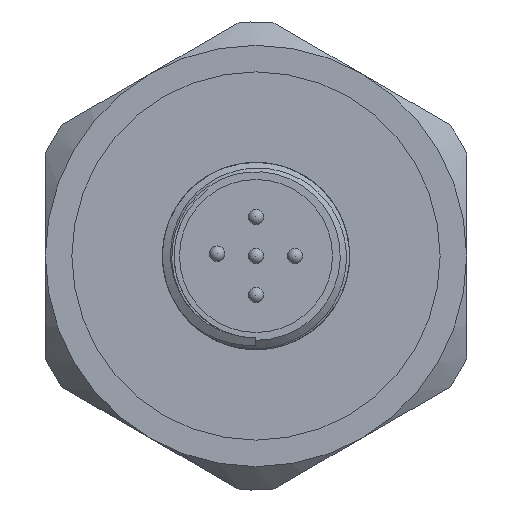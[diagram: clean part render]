
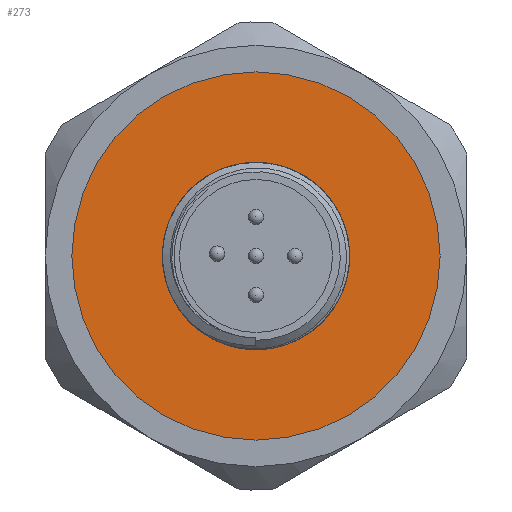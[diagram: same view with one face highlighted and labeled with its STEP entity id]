
A CAD part, left-side view. The second image highlights one B-rep face of the part: STEP entity #273.
In plain terms, the highlighted planar face has unit normal (-1, 0, 0).
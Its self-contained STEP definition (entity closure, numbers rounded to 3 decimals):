
#139=PLANE('',#1329);
#178=FACE_BOUND('',#451,.T.);
#179=FACE_BOUND('',#452,.T.);
#273=ADVANCED_FACE('',(#178,#179),#139,.T.);
#451=EDGE_LOOP('',(#819));
#452=EDGE_LOOP('',(#820));
#819=ORIENTED_EDGE('',*,*,#1125,.F.);
#820=ORIENTED_EDGE('',*,*,#1084,.T.);
#957=VERTEX_POINT('',#2197);
#983=VERTEX_POINT('',#3404);
#1084=EDGE_CURVE('',#957,#957,#1191,.T.);
#1125=EDGE_CURVE('',#983,#983,#1207,.T.);
#1191=CIRCLE('',#1285,11.8);
#1207=CIRCLE('',#1328,5.5);
#1285=AXIS2_PLACEMENT_3D('',#2196,#1505,#1506);
#1328=AXIS2_PLACEMENT_3D('',#3403,#1599,#1600);
#1329=AXIS2_PLACEMENT_3D('',#3405,#1601,#1602);
#1505=DIRECTION('',(-1.,0.,0.));
#1506=DIRECTION('',(0.,1.,0.));
#1599=DIRECTION('',(-1.,0.,0.));
#1600=DIRECTION('',(0.,0.,1.));
#1601=DIRECTION('',(-1.,0.,0.));
#1602=DIRECTION('',(0.,0.,-1.));
#2196=CARTESIAN_POINT('',(1299.524,415.734,0.));
#2197=CARTESIAN_POINT('',(1299.524,427.534,0.));
#3403=CARTESIAN_POINT('',(1299.524,415.734,0.));
#3404=CARTESIAN_POINT('',(1299.524,415.734,5.5));
#3405=CARTESIAN_POINT('',(1299.524,415.734,0.));
